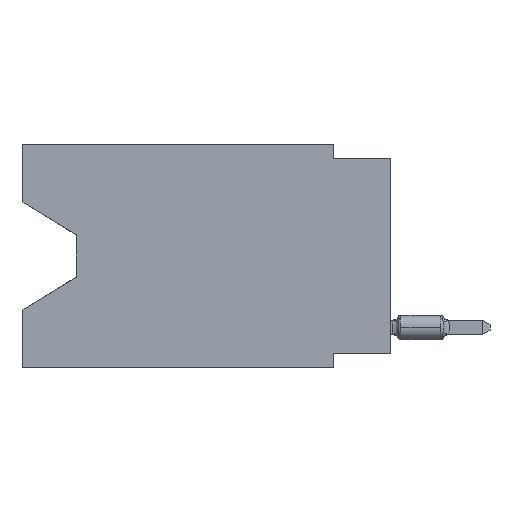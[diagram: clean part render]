
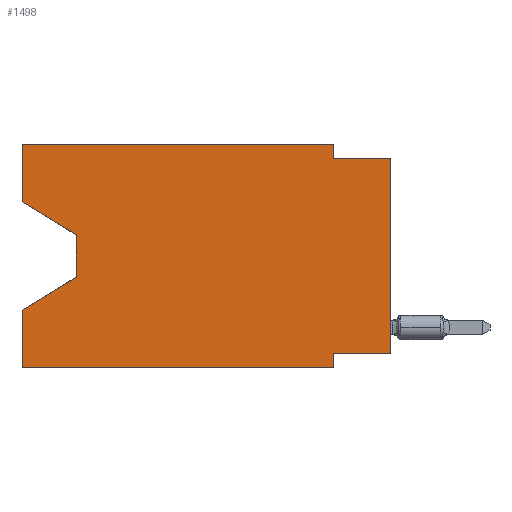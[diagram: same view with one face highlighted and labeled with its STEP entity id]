
A CAD part, left-side view. The second image highlights one B-rep face of the part: STEP entity #1498.
In plain terms, the highlighted planar face has unit normal (-1, 0, 0).
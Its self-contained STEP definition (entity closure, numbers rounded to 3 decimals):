
#43 = EDGE_CURVE ( 'NONE', #12823, #131, #5275, .T. ) ;
#131 = VERTEX_POINT ( 'NONE', #5620 ) ;
#377 = VECTOR ( 'NONE', #17528, 1000. ) ;
#420 = DIRECTION ( 'NONE',  ( 0., -1., 0. ) ) ;
#816 = LINE ( 'NONE', #13398, #18076 ) ;
#891 = CARTESIAN_POINT ( 'NONE',  ( 0., 0., -0.635 ) ) ;
#968 = VECTOR ( 'NONE', #14016, 1000. ) ;
#979 = VECTOR ( 'NONE', #16559, 1000. ) ;
#1046 = EDGE_CURVE ( 'NONE', #13370, #6078, #1409, .T. ) ;
#1083 = VERTEX_POINT ( 'NONE', #2629 ) ;
#1222 = DIRECTION ( 'NONE',  ( 0., 0., 1. ) ) ;
#1409 = LINE ( 'NONE', #7055, #11016 ) ;
#1498 = ADVANCED_FACE ( 'NONE', ( #4990 ), #10623, .F. ) ;
#1802 = ORIENTED_EDGE ( 'NONE', *, *, #43, .T. ) ;
#1909 = DIRECTION ( 'NONE',  ( 0., 0., -1. ) ) ;
#2282 = ORIENTED_EDGE ( 'NONE', *, *, #4400, .F. ) ;
#2629 = CARTESIAN_POINT ( 'NONE',  ( 0., 0., -9.271 ) ) ;
#3022 = CARTESIAN_POINT ( 'NONE',  ( 0., 13.97, -5.893 ) ) ;
#3201 = LINE ( 'NONE', #10497, #14564 ) ;
#3370 = ORIENTED_EDGE ( 'NONE', *, *, #13630, .F. ) ;
#3428 = CARTESIAN_POINT ( 'NONE',  ( 0., 0., -0.635 ) ) ;
#3566 = ORIENTED_EDGE ( 'NONE', *, *, #10108, .T. ) ;
#3645 = EDGE_LOOP ( 'NONE', ( #13262, #6143, #3566, #2282, #1802, #3370, #6984, #9490, #18174, #12721, #13125, #8242 ) ) ;
#4201 = EDGE_CURVE ( 'NONE', #1083, #13592, #14283, .T. ) ;
#4400 = EDGE_CURVE ( 'NONE', #12823, #11819, #6588, .T. ) ;
#4722 = LINE ( 'NONE', #14605, #15894 ) ;
#4810 = LINE ( 'NONE', #6010, #14439 ) ;
#4990 = FACE_OUTER_BOUND ( 'NONE', #3645, .T. ) ;
#5275 = LINE ( 'NONE', #12460, #979 ) ;
#5620 = CARTESIAN_POINT ( 'NONE',  ( 0., 2.54, -9.906 ) ) ;
#5873 = LINE ( 'NONE', #8735, #13244 ) ;
#5927 = LINE ( 'NONE', #3428, #9934 ) ;
#5960 = DIRECTION ( 'NONE',  ( 0., -0.855, -0.519 ) ) ;
#6010 = CARTESIAN_POINT ( 'NONE',  ( 0., 2.54, 0. ) ) ;
#6078 = VERTEX_POINT ( 'NONE', #17004 ) ;
#6143 = ORIENTED_EDGE ( 'NONE', *, *, #10544, .T. ) ;
#6372 = DIRECTION ( 'NONE',  ( 0., 0.855, -0.519 ) ) ;
#6541 = CARTESIAN_POINT ( 'NONE',  ( 0., 2.54, -9.906 ) ) ;
#6588 = LINE ( 'NONE', #8827, #377 ) ;
#6798 = CARTESIAN_POINT ( 'NONE',  ( 0., 16.383, 0. ) ) ;
#6815 = VECTOR ( 'NONE', #1909, 1000. ) ;
#6984 = ORIENTED_EDGE ( 'NONE', *, *, #12006, .F. ) ;
#7055 = CARTESIAN_POINT ( 'NONE',  ( 0., 16.383, 0. ) ) ;
#7585 = DIRECTION ( 'NONE',  ( 0., 1., 0. ) ) ;
#7678 = EDGE_CURVE ( 'NONE', #6078, #12427, #3201, .T. ) ;
#8242 = ORIENTED_EDGE ( 'NONE', *, *, #1046, .F. ) ;
#8400 = CARTESIAN_POINT ( 'NONE',  ( 0., 16.383, -2.546 ) ) ;
#8735 = CARTESIAN_POINT ( 'NONE',  ( 0., 16.383, -2.546 ) ) ;
#8757 = CARTESIAN_POINT ( 'NONE',  ( 0., 2.54, 0. ) ) ;
#8827 = CARTESIAN_POINT ( 'NONE',  ( 0., 16.383, 0. ) ) ;
#8912 = CARTESIAN_POINT ( 'NONE',  ( 0., 16.383, -9.906 ) ) ;
#9064 = DIRECTION ( 'NONE',  ( 0., -1., 0. ) ) ;
#9490 = ORIENTED_EDGE ( 'NONE', *, *, #4201, .T. ) ;
#9500 = LINE ( 'NONE', #6541, #13868 ) ;
#9934 = VECTOR ( 'NONE', #9064, 1000. ) ;
#10108 = EDGE_CURVE ( 'NONE', #10254, #11819, #816, .T. ) ;
#10254 = VERTEX_POINT ( 'NONE', #3022 ) ;
#10497 = CARTESIAN_POINT ( 'NONE',  ( 0., 16.383, 0. ) ) ;
#10544 = EDGE_CURVE ( 'NONE', #11063, #10254, #10783, .T. ) ;
#10623 = PLANE ( 'NONE',  #12503 ) ;
#10783 = LINE ( 'NONE', #16435, #6815 ) ;
#11016 = VECTOR ( 'NONE', #1222, 1000. ) ;
#11051 = VERTEX_POINT ( 'NONE', #14238 ) ;
#11063 = VERTEX_POINT ( 'NONE', #14648 ) ;
#11646 = DIRECTION ( 'NONE',  ( 0., 0., -1. ) ) ;
#11819 = VERTEX_POINT ( 'NONE', #14139 ) ;
#12006 = EDGE_CURVE ( 'NONE', #1083, #11051, #4722, .T. ) ;
#12427 = VERTEX_POINT ( 'NONE', #8757 ) ;
#12460 = CARTESIAN_POINT ( 'NONE',  ( 0., 16.383, -9.906 ) ) ;
#12503 = AXIS2_PLACEMENT_3D ( 'NONE', #6798, #14881, #18079 ) ;
#12721 = ORIENTED_EDGE ( 'NONE', *, *, #13168, .F. ) ;
#12770 = EDGE_CURVE ( 'NONE', #13370, #11063, #5873, .T. ) ;
#12823 = VERTEX_POINT ( 'NONE', #8912 ) ;
#13125 = ORIENTED_EDGE ( 'NONE', *, *, #7678, .F. ) ;
#13168 = EDGE_CURVE ( 'NONE', #12427, #18198, #4810, .T. ) ;
#13244 = VECTOR ( 'NONE', #5960, 1000. ) ;
#13262 = ORIENTED_EDGE ( 'NONE', *, *, #12770, .T. ) ;
#13370 = VERTEX_POINT ( 'NONE', #8400 ) ;
#13398 = CARTESIAN_POINT ( 'NONE',  ( 0., 13.97, -5.893 ) ) ;
#13592 = VERTEX_POINT ( 'NONE', #891 ) ;
#13630 = EDGE_CURVE ( 'NONE', #11051, #131, #9500, .T. ) ;
#13868 = VECTOR ( 'NONE', #18008, 1000. ) ;
#14016 = DIRECTION ( 'NONE',  ( 0., 0., 1. ) ) ;
#14139 = CARTESIAN_POINT ( 'NONE',  ( 0., 16.383, -7.36 ) ) ;
#14189 = CARTESIAN_POINT ( 'NONE',  ( 0., 0., 0. ) ) ;
#14238 = CARTESIAN_POINT ( 'NONE',  ( 0., 2.54, -9.271 ) ) ;
#14283 = LINE ( 'NONE', #14189, #968 ) ;
#14439 = VECTOR ( 'NONE', #11646, 1000. ) ;
#14564 = VECTOR ( 'NONE', #420, 1000. ) ;
#14605 = CARTESIAN_POINT ( 'NONE',  ( 0., 0., -9.271 ) ) ;
#14648 = CARTESIAN_POINT ( 'NONE',  ( 0., 13.97, -4.013 ) ) ;
#14881 = DIRECTION ( 'NONE',  ( 1., 0., 0. ) ) ;
#15894 = VECTOR ( 'NONE', #7585, 1000. ) ;
#16435 = CARTESIAN_POINT ( 'NONE',  ( 0., 13.97, -4.013 ) ) ;
#16559 = DIRECTION ( 'NONE',  ( 0., -1., 0. ) ) ;
#16873 = EDGE_CURVE ( 'NONE', #18198, #13592, #5927, .T. ) ;
#17004 = CARTESIAN_POINT ( 'NONE',  ( 0., 16.383, 0. ) ) ;
#17402 = CARTESIAN_POINT ( 'NONE',  ( 0., 2.54, -0.635 ) ) ;
#17528 = DIRECTION ( 'NONE',  ( 0., 0., 1. ) ) ;
#18008 = DIRECTION ( 'NONE',  ( 0., 0., -1. ) ) ;
#18076 = VECTOR ( 'NONE', #6372, 1000. ) ;
#18079 = DIRECTION ( 'NONE',  ( 0., 0., -1. ) ) ;
#18174 = ORIENTED_EDGE ( 'NONE', *, *, #16873, .F. ) ;
#18198 = VERTEX_POINT ( 'NONE', #17402 ) ;
